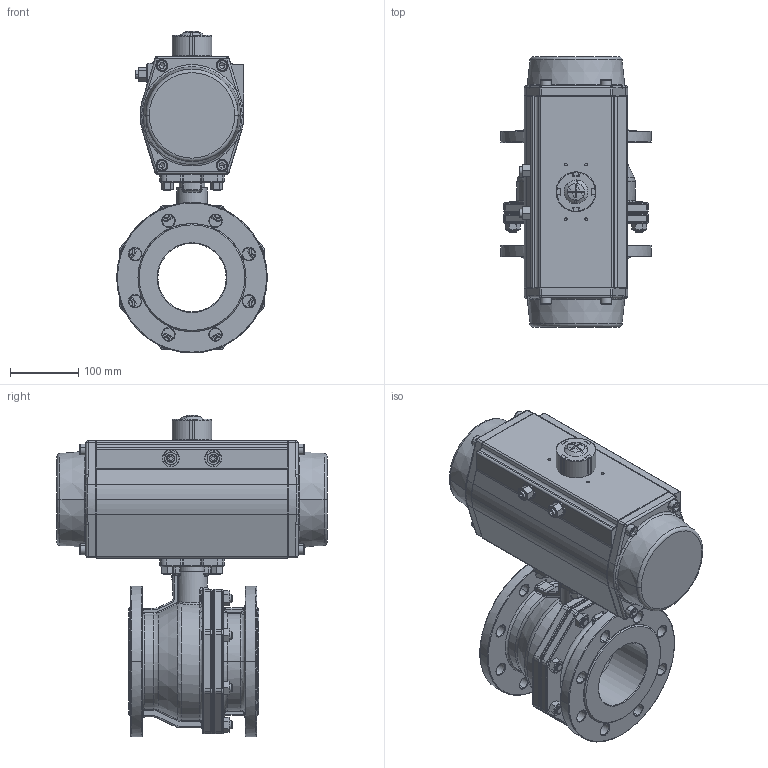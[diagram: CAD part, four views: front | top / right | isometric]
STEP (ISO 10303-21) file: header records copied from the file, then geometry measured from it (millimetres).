
FILE_DESCRIPTION(('HOOPS Exchange Step'),'2;1');
FILE_NAME('PK0501_DN100.stp','2025-04-11T14:02:13+02:00',('nieru'),('Unknown organisation'),'HOOPS Exchange 2024.2','HOOPS Exchange','Unknown authorisation');
FILE_SCHEMA( ('AP203_CONFIGURATION_CONTROLLED_3D_DESIGN_OF_MECHANICAL_PARTS_AND_ASSEMBLIES_MIM_LF') );
Length unit declared in the file: millimetre
Products named in the file (8): 0; root
Assembly tree (7 placements, depth 4):
  root
    0
      0
        0
        0
        0
        0
      0
Bounding box: 220 x 395 x 470.37 mm (x, y, z)
Volume: 7792332.7 mm3; surface area: 973276.7 mm2
Topology: 54 solids, 54 shells, 1993 faces, 4858 edges, 2951 vertices
Faces by surface type: cylinder 634, plane 626, torus 293, cone 213, bspline 173, sphere 54
Full cylindrical faces by diameter (mm): 10 x4, 10.2 x1, 12 x8, 22 x2, 22.351 x1, 37.5 x1, 44.6 x1, 100 x2, 179.5 x2
Entity records: 163544 total; most frequent: CARTESIAN_POINT 118423, ORIENTED_EDGE 9560, DIRECTION 8892, EDGE_CURVE 4780, AXIS2_PLACEMENT_3D 3510, VERTEX_POINT 2953, EDGE_LOOP 2209, FACE_BOUND 2209
